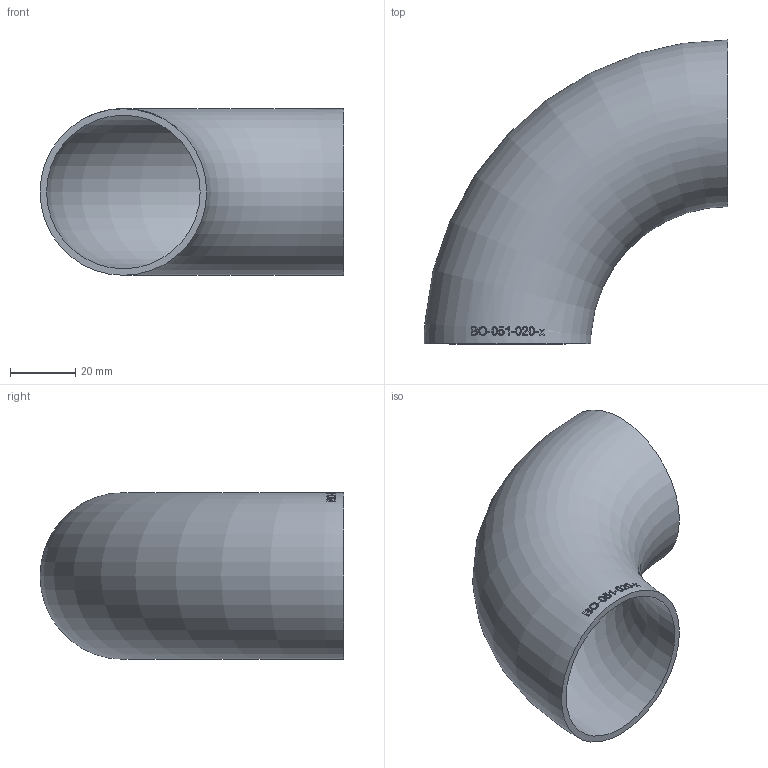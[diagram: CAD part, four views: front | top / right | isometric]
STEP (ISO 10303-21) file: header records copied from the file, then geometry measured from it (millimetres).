
FILE_DESCRIPTION (( 'STEP AP214' ), '1' );
FILE_NAME ('BO-051-020-x Bogen 1911.STEP', '2019-11-05T08:34:49', ( '' ), ( '' ), 'SwSTEP 2.0', 'SolidWorks 2016', '' );
FILE_SCHEMA (( 'AUTOMOTIVE_DESIGN' ));
Length unit declared in the file: millimetre
Products named in the file (1): BO-051-020-x Bogen 1911
Bounding box: 93 x 93 x 51 mm (x, y, z)
Volume: 32641.9 mm3; surface area: 33271.2 mm2
Topology: 1 solids, 1 shells, 129 faces, 331 edges, 221 vertices
Faces by surface type: bspline 59, plane 50, torus 20
Entity records: 7894 total; most frequent: CARTESIAN_POINT 4030, ORIENTED_EDGE 650, EDGE_CURVE 325, DIRECTION 257, VERTEX_POINT 218, B_SPLINE_CURVE_WITH_KNOTS 214, EDGE_LOOP 151, FACE_OUTER_BOUND 131
